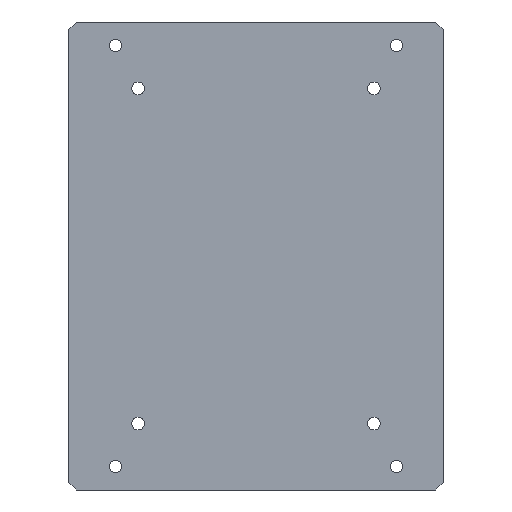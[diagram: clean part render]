
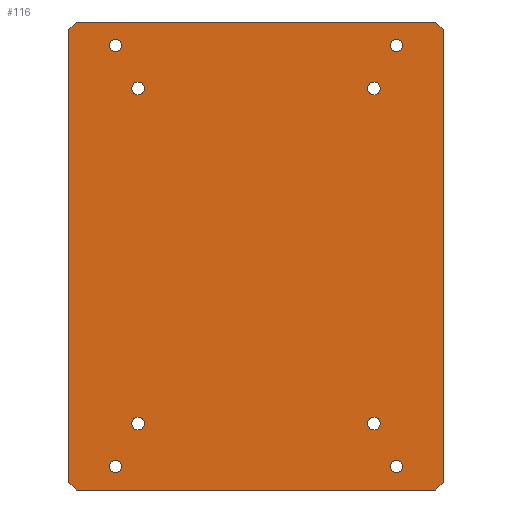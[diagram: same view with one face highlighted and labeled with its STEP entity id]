
A CAD part, left-side view. The second image highlights one B-rep face of the part: STEP entity #116.
In plain terms, the highlighted planar face has unit normal (-1, 0, 0).
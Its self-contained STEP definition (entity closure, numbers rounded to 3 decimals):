
#2 = ORIENTED_EDGE ( 'NONE', *, *, #24, .T. ) ;
#9 = ORIENTED_EDGE ( 'NONE', *, *, #161, .T. ) ;
#15 = CIRCLE ( 'NONE', #523, 3.3 ) ;
#18 = DIRECTION ( 'NONE',  ( -1., 0., 0. ) ) ;
#20 = CARTESIAN_POINT ( 'NONE',  ( 0., 37., -38.9 ) ) ;
#24 = EDGE_CURVE ( 'NONE', #476, #618, #244, .T. ) ;
#26 = VERTEX_POINT ( 'NONE', #191 ) ;
#29 = DIRECTION ( 'NONE',  ( 0., 0., -1. ) ) ;
#31 = VERTEX_POINT ( 'NONE', #659 ) ;
#32 = CARTESIAN_POINT ( 'NONE',  ( 0., 37., -35.5 ) ) ;
#40 = AXIS2_PLACEMENT_3D ( 'NONE', #538, #18, #713 ) ;
#48 = EDGE_LOOP ( 'NONE', ( #9 ) ) ;
#50 = EDGE_CURVE ( 'NONE', #476, #26, #310, .T. ) ;
#51 = CARTESIAN_POINT ( 'NONE',  ( 0., 4., 0. ) ) ;
#57 = FACE_BOUND ( 'NONE', #806, .T. ) ;
#75 = CARTESIAN_POINT ( 'NONE',  ( 0., 98., 98. ) ) ;
#81 = CIRCLE ( 'NONE', #652, 3.3 ) ;
#82 = VECTOR ( 'NONE', #748, 1000. ) ;
#83 = CARTESIAN_POINT ( 'NONE',  ( 0., 196., 0. ) ) ;
#84 = EDGE_LOOP ( 'NONE', ( #529 ) ) ;
#87 = DIRECTION ( 'NONE',  ( 1., 0., 0. ) ) ;
#91 = DIRECTION ( 'NONE',  ( 0., 0.707, -0.707 ) ) ;
#93 = CARTESIAN_POINT ( 'NONE',  ( 0., 163., -38.9 ) ) ;
#95 = CIRCLE ( 'NONE', #307, 3.4 ) ;
#97 = DIRECTION ( 'NONE',  ( 0., 0., -1. ) ) ;
#106 = ORIENTED_EDGE ( 'NONE', *, *, #647, .F. ) ;
#116 = ADVANCED_FACE ( 'NONE', ( #624, #57, #313, #824, #504, #443, #463, #534, #282 ), #718, .T. ) ;
#123 = CARTESIAN_POINT ( 'NONE',  ( 0., 223., -223. ) ) ;
#126 = LINE ( 'NONE', #184, #82 ) ;
#128 = VERTEX_POINT ( 'NONE', #83 ) ;
#142 = ORIENTED_EDGE ( 'NONE', *, *, #272, .T. ) ;
#152 = CARTESIAN_POINT ( 'NONE',  ( 0., 163., -35.5 ) ) ;
#157 = ORIENTED_EDGE ( 'NONE', *, *, #473, .T. ) ;
#161 = EDGE_CURVE ( 'NONE', #526, #526, #613, .T. ) ;
#175 = CIRCLE ( 'NONE', #343, 3.4 ) ;
#184 = CARTESIAN_POINT ( 'NONE',  ( 0., 0., 0. ) ) ;
#191 = CARTESIAN_POINT ( 'NONE',  ( 0., 196., -250. ) ) ;
#197 = VERTEX_POINT ( 'NONE', #785 ) ;
#201 = VECTOR ( 'NONE', #441, 1000. ) ;
#202 = DIRECTION ( 'NONE',  ( 1., 0., 0. ) ) ;
#215 = DIRECTION ( 'NONE',  ( 1., 0., 0. ) ) ;
#220 = ORIENTED_EDGE ( 'NONE', *, *, #317, .F. ) ;
#222 = VECTOR ( 'NONE', #634, 1000. ) ;
#229 = EDGE_CURVE ( 'NONE', #128, #451, #581, .T. ) ;
#230 = DIRECTION ( 'NONE',  ( 1., 0., 0. ) ) ;
#241 = EDGE_CURVE ( 'NONE', #471, #471, #15, .T. ) ;
#244 = LINE ( 'NONE', #385, #222 ) ;
#246 = DIRECTION ( 'NONE',  ( 0., 0., 1. ) ) ;
#250 = DIRECTION ( 'NONE',  ( 0., 0., -1. ) ) ;
#264 = EDGE_CURVE ( 'NONE', #789, #789, #81, .T. ) ;
#266 = ORIENTED_EDGE ( 'NONE', *, *, #708, .T. ) ;
#272 = EDGE_CURVE ( 'NONE', #333, #333, #783, .T. ) ;
#273 = DIRECTION ( 'NONE',  ( 0., 0., -1. ) ) ;
#274 = VERTEX_POINT ( 'NONE', #460 ) ;
#279 = CARTESIAN_POINT ( 'NONE',  ( 0., 25., -240.8 ) ) ;
#282 = FACE_OUTER_BOUND ( 'NONE', #461, .T. ) ;
#285 = CARTESIAN_POINT ( 'NONE',  ( 0., 175., -240.8 ) ) ;
#290 = DIRECTION ( 'NONE',  ( 0., 0., -1. ) ) ;
#299 = CARTESIAN_POINT ( 'NONE',  ( 0., 0., -250. ) ) ;
#307 = AXIS2_PLACEMENT_3D ( 'NONE', #32, #762, #290 ) ;
#310 = LINE ( 'NONE', #319, #664 ) ;
#313 = FACE_BOUND ( 'NONE', #614, .T. ) ;
#315 = DIRECTION ( 'NONE',  ( 1., 0., 0. ) ) ;
#317 = EDGE_CURVE ( 'NONE', #197, #618, #560, .T. ) ;
#319 = CARTESIAN_POINT ( 'NONE',  ( 0., 200., -250. ) ) ;
#333 = VERTEX_POINT ( 'NONE', #93 ) ;
#337 = VERTEX_POINT ( 'NONE', #537 ) ;
#343 = AXIS2_PLACEMENT_3D ( 'NONE', #749, #435, #250 ) ;
#350 = CARTESIAN_POINT ( 'NONE',  ( 0., 175., -237.5 ) ) ;
#356 = EDGE_LOOP ( 'NONE', ( #499 ) ) ;
#357 = EDGE_CURVE ( 'NONE', #465, #465, #384, .T. ) ;
#368 = LINE ( 'NONE', #375, #601 ) ;
#372 = LINE ( 'NONE', #123, #201 ) ;
#375 = CARTESIAN_POINT ( 'NONE',  ( 0., 200., 0. ) ) ;
#384 = CIRCLE ( 'NONE', #482, 3.3 ) ;
#385 = CARTESIAN_POINT ( 'NONE',  ( 0., -123., -123. ) ) ;
#393 = CARTESIAN_POINT ( 'NONE',  ( 0., 175., -15.8 ) ) ;
#418 = VERTEX_POINT ( 'NONE', #51 ) ;
#429 = ORIENTED_EDGE ( 'NONE', *, *, #458, .T. ) ;
#435 = DIRECTION ( 'NONE',  ( 1., 0., 0. ) ) ;
#441 = DIRECTION ( 'NONE',  ( 0., -0.707, -0.707 ) ) ;
#443 = FACE_BOUND ( 'NONE', #594, .T. ) ;
#450 = EDGE_CURVE ( 'NONE', #274, #26, #372, .T. ) ;
#451 = VERTEX_POINT ( 'NONE', #566 ) ;
#458 = EDGE_CURVE ( 'NONE', #337, #337, #600, .T. ) ;
#460 = CARTESIAN_POINT ( 'NONE',  ( 0., 200., -246. ) ) ;
#461 = EDGE_LOOP ( 'NONE', ( #220, #266, #480, #726, #106, #540, #544, #2 ) ) ;
#463 = FACE_BOUND ( 'NONE', #48, .T. ) ;
#465 = VERTEX_POINT ( 'NONE', #285 ) ;
#471 = VERTEX_POINT ( 'NONE', #477 ) ;
#472 = CARTESIAN_POINT ( 'NONE',  ( 0., 175., -12.5 ) ) ;
#473 = EDGE_CURVE ( 'NONE', #31, #31, #175, .T. ) ;
#475 = DIRECTION ( 'NONE',  ( 0., 0., -1. ) ) ;
#476 = VERTEX_POINT ( 'NONE', #688 ) ;
#477 = CARTESIAN_POINT ( 'NONE',  ( 0., 25., -15.8 ) ) ;
#480 = ORIENTED_EDGE ( 'NONE', *, *, #693, .F. ) ;
#482 = AXIS2_PLACEMENT_3D ( 'NONE', #350, #230, #612 ) ;
#499 = ORIENTED_EDGE ( 'NONE', *, *, #264, .T. ) ;
#501 = DIRECTION ( 'NONE',  ( 0., 0., -1. ) ) ;
#502 = DIRECTION ( 'NONE',  ( 0., 1., 0. ) ) ;
#504 = FACE_BOUND ( 'NONE', #356, .T. ) ;
#523 = AXIS2_PLACEMENT_3D ( 'NONE', #657, #87, #273 ) ;
#526 = VERTEX_POINT ( 'NONE', #279 ) ;
#529 = ORIENTED_EDGE ( 'NONE', *, *, #539, .T. ) ;
#532 = VERTEX_POINT ( 'NONE', #20 ) ;
#534 = FACE_BOUND ( 'NONE', #796, .T. ) ;
#537 = CARTESIAN_POINT ( 'NONE',  ( 0., 163., -217.9 ) ) ;
#538 = CARTESIAN_POINT ( 'NONE',  ( 0., 0., 0. ) ) ;
#539 = EDGE_CURVE ( 'NONE', #532, #532, #95, .T. ) ;
#540 = ORIENTED_EDGE ( 'NONE', *, *, #450, .T. ) ;
#544 = ORIENTED_EDGE ( 'NONE', *, *, #50, .F. ) ;
#560 = LINE ( 'NONE', #299, #564 ) ;
#563 = LINE ( 'NONE', #744, #769 ) ;
#564 = VECTOR ( 'NONE', #97, 1000. ) ;
#566 = CARTESIAN_POINT ( 'NONE',  ( 0., 200., -4. ) ) ;
#581 = LINE ( 'NONE', #75, #626 ) ;
#594 = EDGE_LOOP ( 'NONE', ( #731 ) ) ;
#600 = CIRCLE ( 'NONE', #703, 3.4 ) ;
#601 = VECTOR ( 'NONE', #246, 1000. ) ;
#612 = DIRECTION ( 'NONE',  ( 0., 0., -1. ) ) ;
#613 = CIRCLE ( 'NONE', #715, 3.3 ) ;
#614 = EDGE_LOOP ( 'NONE', ( #157 ) ) ;
#618 = VERTEX_POINT ( 'NONE', #724 ) ;
#624 = FACE_BOUND ( 'NONE', #698, .T. ) ;
#626 = VECTOR ( 'NONE', #91, 1000. ) ;
#634 = DIRECTION ( 'NONE',  ( 0., -0.707, 0.707 ) ) ;
#647 = EDGE_CURVE ( 'NONE', #274, #451, #368, .T. ) ;
#652 = AXIS2_PLACEMENT_3D ( 'NONE', #472, #202, #721 ) ;
#657 = CARTESIAN_POINT ( 'NONE',  ( 0., 25., -12.5 ) ) ;
#659 = CARTESIAN_POINT ( 'NONE',  ( 0., 37., -217.9 ) ) ;
#661 = DIRECTION ( 'NONE',  ( 1., 0., 0. ) ) ;
#664 = VECTOR ( 'NONE', #502, 1000. ) ;
#666 = AXIS2_PLACEMENT_3D ( 'NONE', #152, #661, #29 ) ;
#688 = CARTESIAN_POINT ( 'NONE',  ( 0., 4., -250. ) ) ;
#693 = EDGE_CURVE ( 'NONE', #128, #418, #126, .T. ) ;
#698 = EDGE_LOOP ( 'NONE', ( #142 ) ) ;
#703 = AXIS2_PLACEMENT_3D ( 'NONE', #818, #315, #501 ) ;
#708 = EDGE_CURVE ( 'NONE', #197, #418, #563, .T. ) ;
#713 = DIRECTION ( 'NONE',  ( 0., 0., 1. ) ) ;
#715 = AXIS2_PLACEMENT_3D ( 'NONE', #780, #215, #475 ) ;
#718 = PLANE ( 'NONE',  #40 ) ;
#719 = ORIENTED_EDGE ( 'NONE', *, *, #241, .T. ) ;
#721 = DIRECTION ( 'NONE',  ( 0., 0., -1. ) ) ;
#724 = CARTESIAN_POINT ( 'NONE',  ( 0., 0., -246. ) ) ;
#726 = ORIENTED_EDGE ( 'NONE', *, *, #229, .T. ) ;
#731 = ORIENTED_EDGE ( 'NONE', *, *, #357, .T. ) ;
#744 = CARTESIAN_POINT ( 'NONE',  ( 0., 2., -2. ) ) ;
#748 = DIRECTION ( 'NONE',  ( 0., -1., 0. ) ) ;
#749 = CARTESIAN_POINT ( 'NONE',  ( 0., 37., -214.5 ) ) ;
#762 = DIRECTION ( 'NONE',  ( 1., 0., 0. ) ) ;
#769 = VECTOR ( 'NONE', #817, 1000. ) ;
#780 = CARTESIAN_POINT ( 'NONE',  ( 0., 25., -237.5 ) ) ;
#783 = CIRCLE ( 'NONE', #666, 3.4 ) ;
#785 = CARTESIAN_POINT ( 'NONE',  ( 0., 0., -4. ) ) ;
#789 = VERTEX_POINT ( 'NONE', #393 ) ;
#796 = EDGE_LOOP ( 'NONE', ( #719 ) ) ;
#806 = EDGE_LOOP ( 'NONE', ( #429 ) ) ;
#817 = DIRECTION ( 'NONE',  ( 0., 0.707, 0.707 ) ) ;
#818 = CARTESIAN_POINT ( 'NONE',  ( 0., 163., -214.5 ) ) ;
#824 = FACE_BOUND ( 'NONE', #84, .T. ) ;
